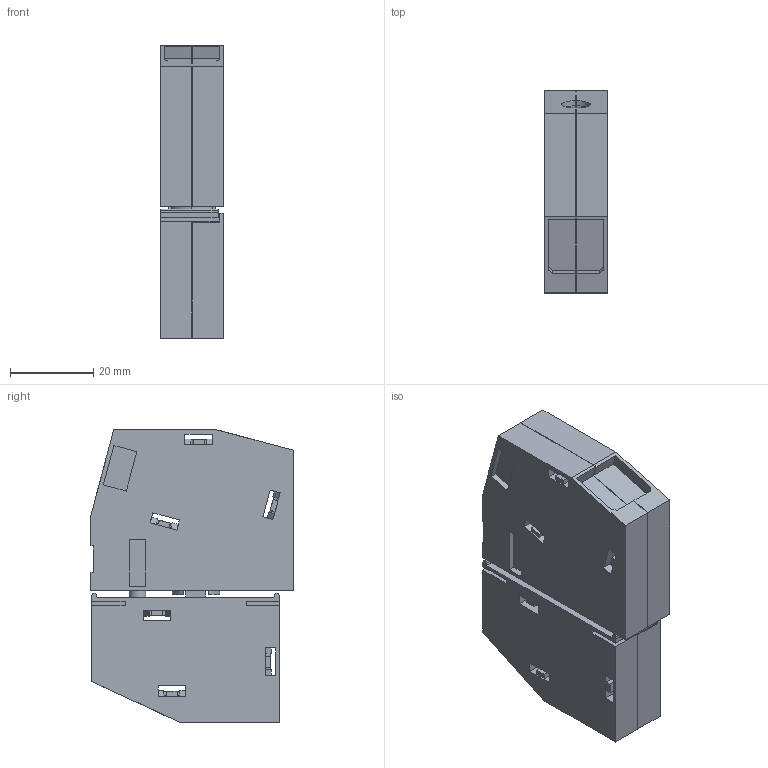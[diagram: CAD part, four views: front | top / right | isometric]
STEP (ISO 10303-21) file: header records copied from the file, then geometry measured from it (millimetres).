
FILE_DESCRIPTION(('CATIA V5 STEP Exchange','CAx-IF Rec.Pracs.--- Model Styling and Organization---1.2---2011-12-15'),'2;1');
FILE_NAME ('D1462299_0', '2017-07-20T12:42:44+00:00', ('none'), ('Weidmueller'), 'CATIA Version 5-6 Release 2014', 'CATIA V5 STEP AP214', 'none');
FILE_SCHEMA(('AUTOMOTIVE_DESIGN { 1 0 10303 214 1 1 1 1 }'));
Length unit declared in the file: millimetre
Products named in the file (1): 2444650000
Bounding box: 15.1 x 48.5 x 70.1 mm (x, y, z)
Volume: 41621 mm3; surface area: 16150.8 mm2
Topology: 4 solids, 4 shells, 463 faces, 1270 edges, 850 vertices
Faces by surface type: plane 418, cylinder 41, extrusion 4
Entity records: 14451 total; most frequent: CARTESIAN_POINT 2675, ORIENTED_EDGE 2540, DIRECTION 1928, EDGE_CURVE 1270, VECTOR 1176, LINE 1172, VERTEX_POINT 850, EDGE_LOOP 510
